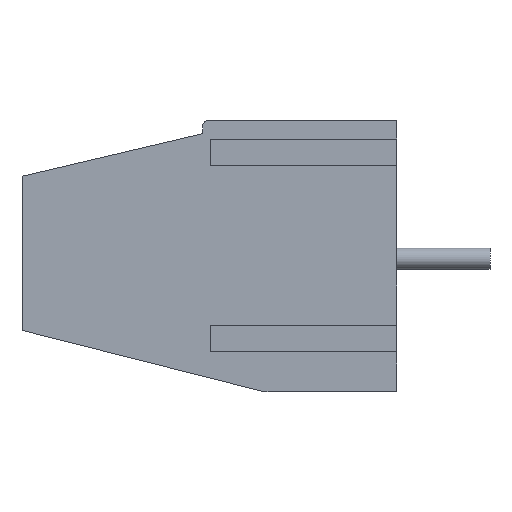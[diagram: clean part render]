
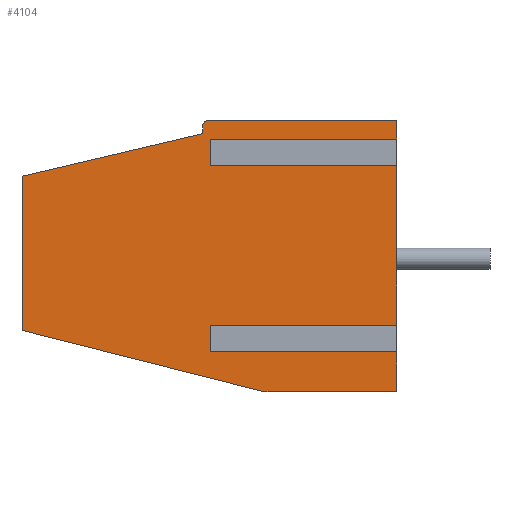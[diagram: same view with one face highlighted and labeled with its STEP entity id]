
A CAD part, left-side view. The second image highlights one B-rep face of the part: STEP entity #4104.
In plain terms, the highlighted planar face has unit normal (-1, 0, 0).
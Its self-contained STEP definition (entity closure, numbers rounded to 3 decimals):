
#19 = CIRCLE ( 'NONE', #5801, 0.2 ) ;
#23 = CARTESIAN_POINT ( 'NONE',  ( 0., 14.1, 2.9 ) ) ;
#51 = LINE ( 'NONE', #1516, #3183 ) ;
#120 = EDGE_CURVE ( 'NONE', #1640, #470, #4276, .T. ) ;
#170 = CARTESIAN_POINT ( 'NONE',  ( 0., 7.1, 4.8 ) ) ;
#182 = ORIENTED_EDGE ( 'NONE', *, *, #754, .T. ) ;
#184 = ORIENTED_EDGE ( 'NONE', *, *, #5472, .F. ) ;
#229 = CARTESIAN_POINT ( 'NONE',  ( 0., 7., 0. ) ) ;
#284 = VERTEX_POINT ( 'NONE', #4884 ) ;
#470 = VERTEX_POINT ( 'NONE', #2810 ) ;
#483 = ORIENTED_EDGE ( 'NONE', *, *, #3888, .F. ) ;
#490 = VERTEX_POINT ( 'NONE', #1661 ) ;
#569 = DIRECTION ( 'NONE',  ( 0., -1., 0. ) ) ;
#684 = ORIENTED_EDGE ( 'NONE', *, *, #3488, .F. ) ;
#729 = ORIENTED_EDGE ( 'NONE', *, *, #1734, .F. ) ;
#754 = EDGE_CURVE ( 'NONE', #4395, #4022, #2230, .T. ) ;
#807 = EDGE_LOOP ( 'NONE', ( #4168, #5700, #184, #182, #483, #684, #1437, #3455, #4657, #4068, #2121, #5907, #1147, #4353, #4557, #729 ) ) ;
#852 = VERTEX_POINT ( 'NONE', #2361 ) ;
#921 = CARTESIAN_POINT ( 'NONE',  ( 0., 0., 0. ) ) ;
#934 = CARTESIAN_POINT ( 'NONE',  ( 0., 0., 0. ) ) ;
#1103 = CARTESIAN_POINT ( 'NONE',  ( 0., 0., 0. ) ) ;
#1147 = ORIENTED_EDGE ( 'NONE', *, *, #4964, .F. ) ;
#1165 = LINE ( 'NONE', #2865, #6435 ) ;
#1191 = CARTESIAN_POINT ( 'NONE',  ( 0., 7.3, 0. ) ) ;
#1219 = DIRECTION ( 'NONE',  ( 0., -0.97, -0.245 ) ) ;
#1437 = ORIENTED_EDGE ( 'NONE', *, *, #2467, .T. ) ;
#1516 = CARTESIAN_POINT ( 'NONE',  ( 0., 14.1, 2.9 ) ) ;
#1519 = VERTEX_POINT ( 'NONE', #6118 ) ;
#1640 = VERTEX_POINT ( 'NONE', #5450 ) ;
#1661 = CARTESIAN_POINT ( 'NONE',  ( 0., 7.3, 4.8 ) ) ;
#1723 = LINE ( 'NONE', #4803, #3209 ) ;
#1734 = EDGE_CURVE ( 'NONE', #2130, #5035, #1165, .T. ) ;
#1933 = CARTESIAN_POINT ( 'NONE',  ( 0., 14.1, -2.9 ) ) ;
#1990 = LINE ( 'NONE', #4087, #3313 ) ;
#2007 = LINE ( 'NONE', #6770, #6450 ) ;
#2070 = LINE ( 'NONE', #23, #5691 ) ;
#2072 = CARTESIAN_POINT ( 'NONE',  ( 0., 7., -3.7 ) ) ;
#2121 = ORIENTED_EDGE ( 'NONE', *, *, #4753, .T. ) ;
#2130 = VERTEX_POINT ( 'NONE', #5062 ) ;
#2132 = EDGE_CURVE ( 'NONE', #5909, #1519, #4079, .T. ) ;
#2149 = DIRECTION ( 'NONE',  ( 0., 0., 1. ) ) ;
#2230 = LINE ( 'NONE', #3284, #5750 ) ;
#2240 = VECTOR ( 'NONE', #3649, 1000. ) ;
#2344 = CARTESIAN_POINT ( 'NONE',  ( 0., 5., -5.2 ) ) ;
#2354 = CARTESIAN_POINT ( 'NONE',  ( 0., 14.1, 2.9 ) ) ;
#2361 = CARTESIAN_POINT ( 'NONE',  ( 0., 7., -2.7 ) ) ;
#2391 = VERTEX_POINT ( 'NONE', #4442 ) ;
#2418 = EDGE_CURVE ( 'NONE', #3197, #2391, #2007, .T. ) ;
#2467 = EDGE_CURVE ( 'NONE', #2843, #3564, #2070, .T. ) ;
#2490 = DIRECTION ( 'NONE',  ( 0., 1., 0. ) ) ;
#2512 = CARTESIAN_POINT ( 'NONE',  ( 0., 7.1, 5. ) ) ;
#2550 = LINE ( 'NONE', #921, #6722 ) ;
#2678 = PLANE ( 'NONE',  #4396 ) ;
#2810 = CARTESIAN_POINT ( 'NONE',  ( 0., 0., -5.2 ) ) ;
#2843 = VERTEX_POINT ( 'NONE', #6642 ) ;
#2865 = CARTESIAN_POINT ( 'NONE',  ( 0., 0., 3.3 ) ) ;
#2874 = VECTOR ( 'NONE', #1219, 1000. ) ;
#3016 = DIRECTION ( 'NONE',  ( 0., 0., -1. ) ) ;
#3154 = DIRECTION ( 'NONE',  ( 0., 0., -1. ) ) ;
#3183 = VECTOR ( 'NONE', #3731, 1000. ) ;
#3197 = VERTEX_POINT ( 'NONE', #2072 ) ;
#3209 = VECTOR ( 'NONE', #4366, 1000. ) ;
#3255 = LINE ( 'NONE', #229, #3415 ) ;
#3284 = CARTESIAN_POINT ( 'NONE',  ( 0., 0., 5. ) ) ;
#3313 = VECTOR ( 'NONE', #6163, 1000. ) ;
#3415 = VECTOR ( 'NONE', #4835, 1000. ) ;
#3455 = ORIENTED_EDGE ( 'NONE', *, *, #4176, .T. ) ;
#3488 = EDGE_CURVE ( 'NONE', #2843, #490, #5956, .T. ) ;
#3541 = DIRECTION ( 'NONE',  ( 0., 0., 1. ) ) ;
#3564 = VERTEX_POINT ( 'NONE', #2354 ) ;
#3608 = CARTESIAN_POINT ( 'NONE',  ( 0., 0., 4.3 ) ) ;
#3649 = DIRECTION ( 'NONE',  ( 0., -1., 0. ) ) ;
#3731 = DIRECTION ( 'NONE',  ( 0., 0., -1. ) ) ;
#3834 = VECTOR ( 'NONE', #4754, 1000. ) ;
#3888 = EDGE_CURVE ( 'NONE', #490, #4022, #19, .T. ) ;
#3948 = CARTESIAN_POINT ( 'NONE',  ( 0., 0., 3.3 ) ) ;
#4022 = VERTEX_POINT ( 'NONE', #2512 ) ;
#4068 = ORIENTED_EDGE ( 'NONE', *, *, #120, .T. ) ;
#4079 = LINE ( 'NONE', #6534, #5140 ) ;
#4087 = CARTESIAN_POINT ( 'NONE',  ( 0., 0., -2.7 ) ) ;
#4104 = ADVANCED_FACE ( 'NONE', ( #5290 ), #2678, .F. ) ;
#4168 = ORIENTED_EDGE ( 'NONE', *, *, #5928, .F. ) ;
#4176 = EDGE_CURVE ( 'NONE', #3564, #6082, #51, .T. ) ;
#4276 = LINE ( 'NONE', #5806, #2240 ) ;
#4353 = ORIENTED_EDGE ( 'NONE', *, *, #5482, .F. ) ;
#4366 = DIRECTION ( 'NONE',  ( 0., 0., -1. ) ) ;
#4395 = VERTEX_POINT ( 'NONE', #5719 ) ;
#4396 = AXIS2_PLACEMENT_3D ( 'NONE', #1103, #4699, #3154 ) ;
#4442 = CARTESIAN_POINT ( 'NONE',  ( 0., 0., -3.7 ) ) ;
#4557 = ORIENTED_EDGE ( 'NONE', *, *, #5715, .T. ) ;
#4654 = LINE ( 'NONE', #934, #6276 ) ;
#4657 = ORIENTED_EDGE ( 'NONE', *, *, #5597, .T. ) ;
#4699 = DIRECTION ( 'NONE',  ( 1., 0., 0. ) ) ;
#4704 = DIRECTION ( 'NONE',  ( 0., 0.973, -0.229 ) ) ;
#4753 = EDGE_CURVE ( 'NONE', #470, #2391, #5128, .T. ) ;
#4754 = DIRECTION ( 'NONE',  ( 0., 0., 1. ) ) ;
#4803 = CARTESIAN_POINT ( 'NONE',  ( 0., 7., 0. ) ) ;
#4835 = DIRECTION ( 'NONE',  ( 0., 0., -1. ) ) ;
#4884 = CARTESIAN_POINT ( 'NONE',  ( 0., 0., -2.7 ) ) ;
#4964 = EDGE_CURVE ( 'NONE', #852, #3197, #3255, .T. ) ;
#5035 = VERTEX_POINT ( 'NONE', #3948 ) ;
#5053 = DIRECTION ( 'NONE',  ( 0., 0., 1. ) ) ;
#5062 = CARTESIAN_POINT ( 'NONE',  ( 0., 7., 3.3 ) ) ;
#5128 = LINE ( 'NONE', #6633, #5283 ) ;
#5140 = VECTOR ( 'NONE', #2490, 1000. ) ;
#5283 = VECTOR ( 'NONE', #5053, 1000. ) ;
#5290 = FACE_OUTER_BOUND ( 'NONE', #807, .T. ) ;
#5326 = DIRECTION ( 'NONE',  ( 0., 1., 0. ) ) ;
#5394 = DIRECTION ( 'NONE',  ( 0., -1., 0. ) ) ;
#5450 = CARTESIAN_POINT ( 'NONE',  ( 0., 5., -5.2 ) ) ;
#5465 = LINE ( 'NONE', #2344, #2874 ) ;
#5472 = EDGE_CURVE ( 'NONE', #4395, #5909, #4654, .T. ) ;
#5482 = EDGE_CURVE ( 'NONE', #284, #852, #1990, .T. ) ;
#5597 = EDGE_CURVE ( 'NONE', #6082, #1640, #5465, .T. ) ;
#5691 = VECTOR ( 'NONE', #4704, 1000. ) ;
#5700 = ORIENTED_EDGE ( 'NONE', *, *, #2132, .F. ) ;
#5715 = EDGE_CURVE ( 'NONE', #284, #5035, #2550, .T. ) ;
#5719 = CARTESIAN_POINT ( 'NONE',  ( 0., 0., 5. ) ) ;
#5750 = VECTOR ( 'NONE', #5326, 1000. ) ;
#5801 = AXIS2_PLACEMENT_3D ( 'NONE', #170, #6428, #2149 ) ;
#5806 = CARTESIAN_POINT ( 'NONE',  ( 0., 0., -5.2 ) ) ;
#5907 = ORIENTED_EDGE ( 'NONE', *, *, #2418, .F. ) ;
#5909 = VERTEX_POINT ( 'NONE', #3608 ) ;
#5928 = EDGE_CURVE ( 'NONE', #1519, #2130, #1723, .T. ) ;
#5956 = LINE ( 'NONE', #1191, #3834 ) ;
#6082 = VERTEX_POINT ( 'NONE', #1933 ) ;
#6118 = CARTESIAN_POINT ( 'NONE',  ( 0., 7., 4.3 ) ) ;
#6163 = DIRECTION ( 'NONE',  ( 0., 1., 0. ) ) ;
#6276 = VECTOR ( 'NONE', #3016, 1000. ) ;
#6428 = DIRECTION ( 'NONE',  ( 1., 0., 0. ) ) ;
#6435 = VECTOR ( 'NONE', #5394, 1000. ) ;
#6450 = VECTOR ( 'NONE', #569, 1000. ) ;
#6534 = CARTESIAN_POINT ( 'NONE',  ( 0., 0., 4.3 ) ) ;
#6633 = CARTESIAN_POINT ( 'NONE',  ( 0., 0., 0. ) ) ;
#6642 = CARTESIAN_POINT ( 'NONE',  ( 0., 7.3, 4.5 ) ) ;
#6722 = VECTOR ( 'NONE', #3541, 1000. ) ;
#6770 = CARTESIAN_POINT ( 'NONE',  ( 0., 0., -3.7 ) ) ;
